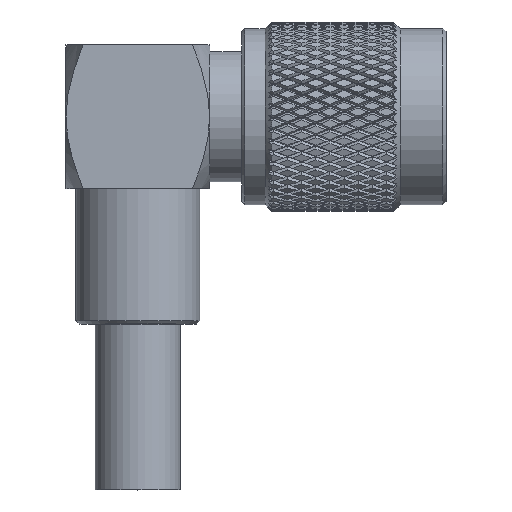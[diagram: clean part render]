
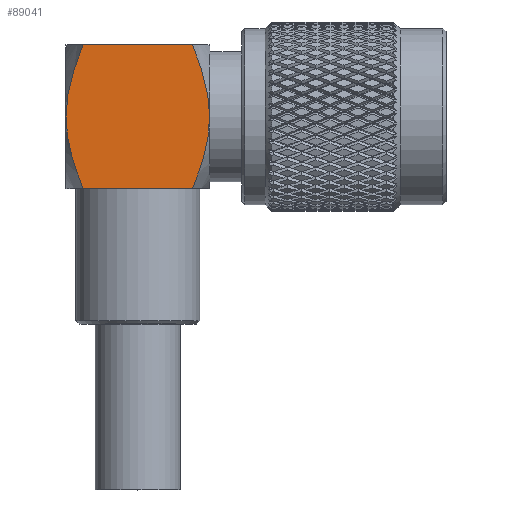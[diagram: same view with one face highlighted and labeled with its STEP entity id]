
A CAD part, top view. The second image highlights one B-rep face of the part: STEP entity #89041.
In plain terms, the highlighted planar face has unit normal (0, 0, 1).
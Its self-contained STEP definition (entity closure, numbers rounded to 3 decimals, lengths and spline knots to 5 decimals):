
#2772 = CARTESIAN_POINT ( 'NONE',  ( -0.21654, 0., 0.21654 ) ) ;
#3452 = CARTESIAN_POINT ( 'NONE',  ( -0.21509, -0.03752, 0.21654 ) ) ;
#4483 = EDGE_CURVE ( 'NONE', #72813, #18096, #76129, .T. ) ;
#6781 = DIRECTION ( 'NONE',  ( 0., 0., -1. ) ) ;
#6845 = VECTOR ( 'NONE', #49533, 39.37008 ) ;
#7536 = VECTOR ( 'NONE', #74203, 39.37008 ) ;
#8397 = CARTESIAN_POINT ( 'NONE',  ( 0.21654, 0., 0.21654 ) ) ;
#14306 = CARTESIAN_POINT ( 'NONE',  ( -0.17854, 0.18175, 0.21654 ) ) ;
#15107 = CARTESIAN_POINT ( 'NONE',  ( 0.21654, 0., 0.21654 ) ) ;
#16139 = CARTESIAN_POINT ( 'NONE',  ( 0.16475, -0.21654, 0.21654 ) ) ;
#16839 = CARTESIAN_POINT ( 'NONE',  ( 0.19091, 0.14626, 0.21654 ) ) ;
#18096 = VERTEX_POINT ( 'NONE', #2772 ) ;
#20884 = EDGE_CURVE ( 'NONE', #79841, #64435, #96262, .T. ) ;
#21364 = CARTESIAN_POINT ( 'NONE',  ( -0.17182, 0.19923, 0.21654 ) ) ;
#22634 = CARTESIAN_POINT ( 'NONE',  ( 0., 0., 0.21654 ) ) ;
#23041 = ORIENTED_EDGE ( 'NONE', *, *, #20884, .T. ) ;
#24935 = CARTESIAN_POINT ( 'NONE',  ( 0.16475, 0.21654, 0.21654 ) ) ;
#29793 = CARTESIAN_POINT ( 'NONE',  ( -0.21071, 0.07422, 0.21654 ) ) ;
#31282 = CARTESIAN_POINT ( 'NONE',  ( 0.19171, -0.14663, 0.21654 ) ) ;
#31375 = B_SPLINE_CURVE_WITH_KNOTS ( 'NONE', 3,
 ( #8397, #64950, #57089, #65315, #16839, #73469, #64270, #24935 ),
 .UNSPECIFIED., .F., .F.,
 ( 4, 2, 2, 4 ),
 ( 0.01178, 0.01465, 0.01608, 0.01752 ),
 .UNSPECIFIED. ) ;
#31615 = CARTESIAN_POINT ( 'NONE',  ( 0.21654, -0.01862, 0.21654 ) ) ;
#31958 = CARTESIAN_POINT ( 'NONE',  ( 0.16475, -0.21654, 0.21654 ) ) ;
#32457 = ORIENTED_EDGE ( 'NONE', *, *, #4483, .F. ) ;
#32471 = CARTESIAN_POINT ( 'NONE',  ( 0.21654, 0., 0.21654 ) ) ;
#32616 = FACE_OUTER_BOUND ( 'NONE', #40109, .T. ) ;
#33733 = CARTESIAN_POINT ( 'NONE',  ( -0.17886, -0.18197, 0.21654 ) ) ;
#37216 = CARTESIAN_POINT ( 'NONE',  ( -0.21654, 0.03757, 0.21654 ) ) ;
#40109 = EDGE_LOOP ( 'NONE', ( #65742, #94197, #80742, #23041, #47394, #32457 ) ) ;
#41737 = B_SPLINE_CURVE_WITH_KNOTS ( 'NONE', 3,
 ( #16139, #87753, #31282, #80268, #63209, #96933, #31615, #15107 ),
 .UNSPECIFIED., .F., .F.,
 ( 4, 2, 2, 4 ),
 ( 0.0061, 0.00894, 0.01036, 0.01178 ),
 .UNSPECIFIED. ) ;
#42648 = CARTESIAN_POINT ( 'NONE',  ( -0.19171, -0.14663, 0.21654 ) ) ;
#46785 = CARTESIAN_POINT ( 'NONE',  ( -0.21654, 0., 0.21654 ) ) ;
#47394 = ORIENTED_EDGE ( 'NONE', *, *, #97951, .F. ) ;
#47743 = EDGE_CURVE ( 'NONE', #65029, #79841, #31375, .T. ) ;
#49533 = DIRECTION ( 'NONE',  ( 1., 0., 0. ) ) ;
#49713 = CARTESIAN_POINT ( 'NONE',  ( -0.16475, -0.21654, 0.21654 ) ) ;
#52482 = CARTESIAN_POINT ( 'NONE',  ( -0.21654, -0.01862, 0.21654 ) ) ;
#55125 = PLANE ( 'NONE',  #99373 ) ;
#57089 = CARTESIAN_POINT ( 'NONE',  ( 0.21071, 0.07422, 0.21654 ) ) ;
#60656 = CARTESIAN_POINT ( 'NONE',  ( -0.21654, 0., 0.21654 ) ) ;
#63209 = CARTESIAN_POINT ( 'NONE',  ( 0.20976, -0.07444, 0.21654 ) ) ;
#64270 = CARTESIAN_POINT ( 'NONE',  ( 0.17182, 0.19923, 0.21654 ) ) ;
#64435 = VERTEX_POINT ( 'NONE', #90904 ) ;
#64950 = CARTESIAN_POINT ( 'NONE',  ( 0.21654, 0.03757, 0.21654 ) ) ;
#65029 = VERTEX_POINT ( 'NONE', #32471 ) ;
#65315 = CARTESIAN_POINT ( 'NONE',  ( 0.19653, 0.12832, 0.21654 ) ) ;
#65742 = ORIENTED_EDGE ( 'NONE', *, *, #68292, .T. ) ;
#68292 = EDGE_CURVE ( 'NONE', #72813, #78554, #90384, .T. ) ;
#72813 = VERTEX_POINT ( 'NONE', #73076 ) ;
#73076 = CARTESIAN_POINT ( 'NONE',  ( -0.16475, -0.21654, 0.21654 ) ) ;
#73469 = CARTESIAN_POINT ( 'NONE',  ( 0.17854, 0.18175, 0.21654 ) ) ;
#74203 = DIRECTION ( 'NONE',  ( -1., 0., 0. ) ) ;
#74219 = CARTESIAN_POINT ( 'NONE',  ( -0.20589, -0.09263, 0.21654 ) ) ;
#75558 = B_SPLINE_CURVE_WITH_KNOTS ( 'NONE', 3,
 ( #46785, #37216, #29793, #86589, #103257, #14306, #21364, #85900 ),
 .UNSPECIFIED., .F., .F.,
 ( 4, 2, 2, 4 ),
 ( 0.01178, 0.01465, 0.01608, 0.01752 ),
 .UNSPECIFIED. ) ;
#75612 = CARTESIAN_POINT ( 'NONE',  ( -0.21654, 0.21654, 0.21654 ) ) ;
#76129 = B_SPLINE_CURVE_WITH_KNOTS ( 'NONE', 3,
 ( #49713, #33733, #42648, #74219, #82776, #3452, #52482, #60656 ),
 .UNSPECIFIED., .F., .F.,
 ( 4, 2, 2, 4 ),
 ( 0.0061, 0.00894, 0.01036, 0.01178 ),
 .UNSPECIFIED. ) ;
#78253 = DIRECTION ( 'NONE',  ( -1., 0., 0. ) ) ;
#78554 = VERTEX_POINT ( 'NONE', #31958 ) ;
#79841 = VERTEX_POINT ( 'NONE', #102975 ) ;
#80268 = CARTESIAN_POINT ( 'NONE',  ( 0.20589, -0.09263, 0.21654 ) ) ;
#80742 = ORIENTED_EDGE ( 'NONE', *, *, #47743, .T. ) ;
#82776 = CARTESIAN_POINT ( 'NONE',  ( -0.20976, -0.07444, 0.21654 ) ) ;
#84741 = CARTESIAN_POINT ( 'NONE',  ( -0.21654, -0.21654, 0.21654 ) ) ;
#85900 = CARTESIAN_POINT ( 'NONE',  ( -0.16475, 0.21654, 0.21654 ) ) ;
#86589 = CARTESIAN_POINT ( 'NONE',  ( -0.19653, 0.12832, 0.21654 ) ) ;
#87753 = CARTESIAN_POINT ( 'NONE',  ( 0.17886, -0.18197, 0.21654 ) ) ;
#89041 = ADVANCED_FACE ( 'NONE', ( #32616 ), #55125, .F. ) ;
#90384 = LINE ( 'NONE', #84741, #6845 ) ;
#90904 = CARTESIAN_POINT ( 'NONE',  ( -0.16475, 0.21654, 0.21654 ) ) ;
#94197 = ORIENTED_EDGE ( 'NONE', *, *, #103122, .T. ) ;
#96262 = LINE ( 'NONE', #75612, #7536 ) ;
#96933 = CARTESIAN_POINT ( 'NONE',  ( 0.21509, -0.03752, 0.21654 ) ) ;
#97951 = EDGE_CURVE ( 'NONE', #18096, #64435, #75558, .T. ) ;
#99373 = AXIS2_PLACEMENT_3D ( 'NONE', #22634, #6781, #78253 ) ;
#102975 = CARTESIAN_POINT ( 'NONE',  ( 0.16475, 0.21654, 0.21654 ) ) ;
#103122 = EDGE_CURVE ( 'NONE', #78554, #65029, #41737, .T. ) ;
#103257 = CARTESIAN_POINT ( 'NONE',  ( -0.19091, 0.14626, 0.21654 ) ) ;
